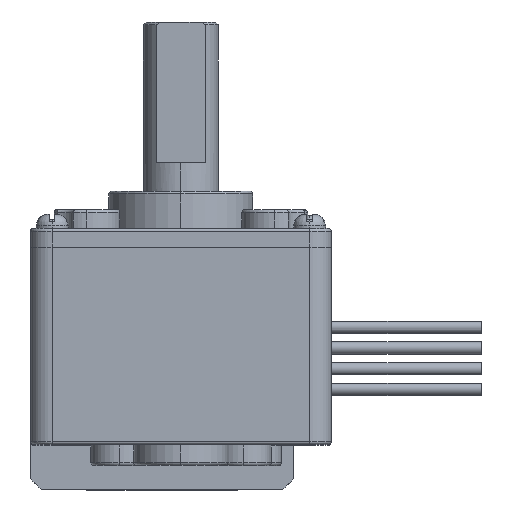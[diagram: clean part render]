
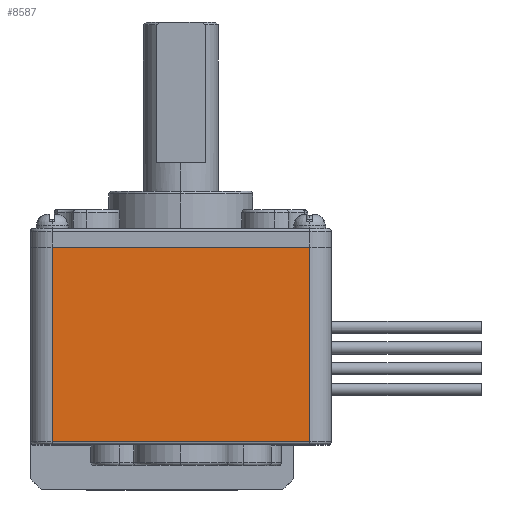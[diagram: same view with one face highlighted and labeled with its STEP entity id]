
A CAD part, top view. The second image highlights one B-rep face of the part: STEP entity #8587.
In plain terms, the highlighted planar face has unit normal (0, 0, 1).
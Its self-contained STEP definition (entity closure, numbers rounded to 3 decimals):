
#37 = LINE ( 'NONE', #5413, #8593 ) ;
#260 = DIRECTION ( 'NONE',  ( 0., 1., 0. ) ) ;
#498 = VECTOR ( 'NONE', #8711, 1000. ) ;
#786 = CARTESIAN_POINT ( 'NONE',  ( -14., 11.7, 83.5 ) ) ;
#822 = CARTESIAN_POINT ( 'NONE',  ( -11.7, 11.7, 83.5 ) ) ;
#829 = CARTESIAN_POINT ( 'NONE',  ( 15.7, -9., 83.5 ) ) ;
#1552 = DIRECTION ( 'NONE',  ( 0., 0., -1. ) ) ;
#1861 = FACE_OUTER_BOUND ( 'NONE', #9793, .T. ) ;
#2154 = VERTEX_POINT ( 'NONE', #5026 ) ;
#3224 = VERTEX_POINT ( 'NONE', #3544 ) ;
#3544 = CARTESIAN_POINT ( 'NONE',  ( -11.7, -9., 83.5 ) ) ;
#4269 = VERTEX_POINT ( 'NONE', #829 ) ;
#4777 = ORIENTED_EDGE ( 'NONE', *, *, #10344, .T. ) ;
#4903 = ORIENTED_EDGE ( 'NONE', *, *, #9065, .T. ) ;
#4971 = AXIS2_PLACEMENT_3D ( 'NONE', #7726, #1552, #8750 ) ;
#5026 = CARTESIAN_POINT ( 'NONE',  ( -11.7, 11.7, 83.5 ) ) ;
#5350 = EDGE_CURVE ( 'NONE', #2154, #3224, #12629, .T. ) ;
#5413 = CARTESIAN_POINT ( 'NONE',  ( 15.7, 11.7, 83.5 ) ) ;
#5619 = CARTESIAN_POINT ( 'NONE',  ( 18., -9., 83.5 ) ) ;
#6525 = VECTOR ( 'NONE', #7007, 1000. ) ;
#6693 = PLANE ( 'NONE',  #4971 ) ;
#6792 = LINE ( 'NONE', #786, #8539 ) ;
#7007 = DIRECTION ( 'NONE',  ( 0., -1., 0. ) ) ;
#7657 = CARTESIAN_POINT ( 'NONE',  ( 15.7, 11.7, 83.5 ) ) ;
#7726 = CARTESIAN_POINT ( 'NONE',  ( 18., 11.7, 83.5 ) ) ;
#8099 = ORIENTED_EDGE ( 'NONE', *, *, #10523, .T. ) ;
#8388 = LINE ( 'NONE', #5619, #498 ) ;
#8539 = VECTOR ( 'NONE', #9035, 1000. ) ;
#8587 = ADVANCED_FACE ( 'NONE', ( #1861 ), #6693, .F. ) ;
#8593 = VECTOR ( 'NONE', #260, 1000. ) ;
#8711 = DIRECTION ( 'NONE',  ( 1., 0., 0. ) ) ;
#8722 = ORIENTED_EDGE ( 'NONE', *, *, #5350, .T. ) ;
#8750 = DIRECTION ( 'NONE',  ( -1., 0., 0. ) ) ;
#9035 = DIRECTION ( 'NONE',  ( -1., 0., 0. ) ) ;
#9065 = EDGE_CURVE ( 'NONE', #4269, #9146, #37, .T. ) ;
#9146 = VERTEX_POINT ( 'NONE', #7657 ) ;
#9793 = EDGE_LOOP ( 'NONE', ( #8722, #4777, #4903, #8099 ) ) ;
#10344 = EDGE_CURVE ( 'NONE', #3224, #4269, #8388, .T. ) ;
#10523 = EDGE_CURVE ( 'NONE', #9146, #2154, #6792, .T. ) ;
#12629 = LINE ( 'NONE', #822, #6525 ) ;
